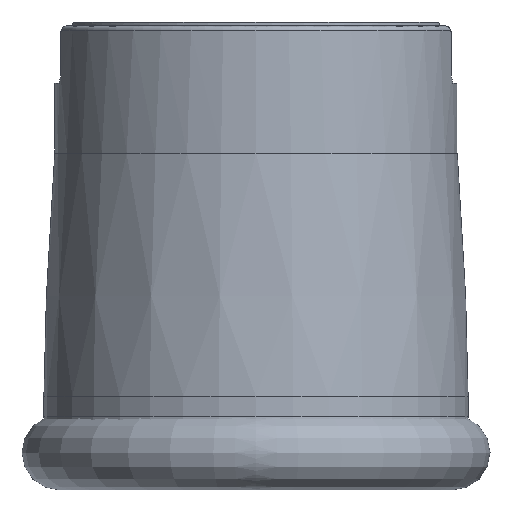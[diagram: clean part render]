
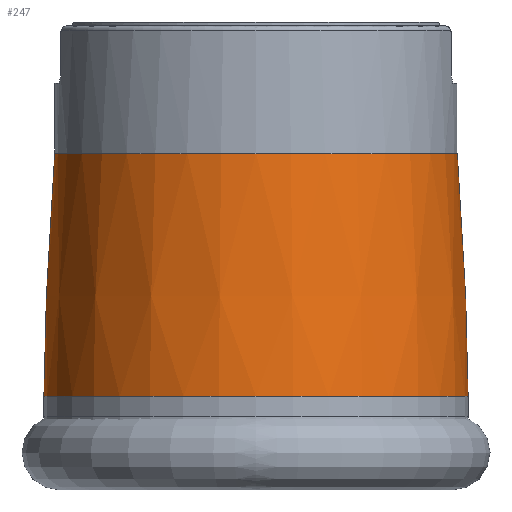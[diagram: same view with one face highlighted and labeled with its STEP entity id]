
A CAD part, left-side view. The second image highlights one B-rep face of the part: STEP entity #247.
In plain terms, the highlighted face is a revolution surface.
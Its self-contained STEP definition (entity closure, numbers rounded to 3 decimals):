
#194=SURFACE_OF_REVOLUTION('',#196,#195);
#195=AXIS1_PLACEMENT('',#1408,#1146);
#196=B_SPLINE_CURVE_WITH_KNOTS('',3,(#1404,#1405,#1406,#1407),
 .UNSPECIFIED.,.F.,.F.,(4,4),(0.,1.),.UNSPECIFIED.);
#247=ADVANCED_FACE('CN_SU3',(#330,#331),#194,.F.);
#330=FACE_BOUND('',#381,.T.);
#331=FACE_BOUND('',#382,.T.);
#381=EDGE_LOOP('',(#455));
#382=EDGE_LOOP('',(#456));
#455=ORIENTED_EDGE('',*,*,#709,.T.);
#456=ORIENTED_EDGE('',*,*,#710,.F.);
#636=VERTEX_POINT('',#1397);
#637=VERTEX_POINT('',#1403);
#709=EDGE_CURVE('',#636,#636,#805,.T.);
#710=EDGE_CURVE('',#637,#637,#806,.T.);
#805=CIRCLE('',#984,22.66);
#806=CIRCLE('',#989,21.502);
#984=AXIS2_PLACEMENT_3D('',#1396,#1134,#1135);
#989=AXIS2_PLACEMENT_3D('',#1402,#1144,#1145);
#1134=DIRECTION('',(0.,0.,1.));
#1135=DIRECTION('',(0.,1.,0.));
#1144=DIRECTION('',(0.,0.,1.));
#1145=DIRECTION('',(0.,1.,0.));
#1146=DIRECTION('',(0.,0.,1.));
#1396=CARTESIAN_POINT('',(0.,0.,-39.999));
#1397=CARTESIAN_POINT('',(0.,22.66,-39.999));
#1402=CARTESIAN_POINT('',(0.,0.,-14.052));
#1403=CARTESIAN_POINT('',(0.,21.502,-14.052));
#1404=CARTESIAN_POINT('',(-21.502,0.,-14.052));
#1405=CARTESIAN_POINT('',(-22.06,0.,-22.696));
#1406=CARTESIAN_POINT('',(-22.66,0.,-31.34));
#1407=CARTESIAN_POINT('',(-22.66,0.,-39.999));
#1408=CARTESIAN_POINT('',(0.,0.,1.));
